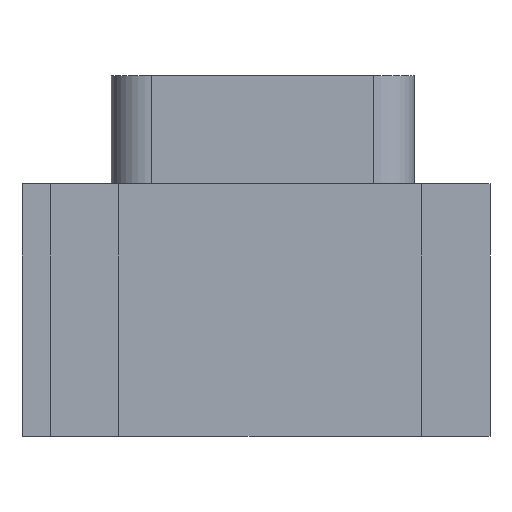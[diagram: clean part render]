
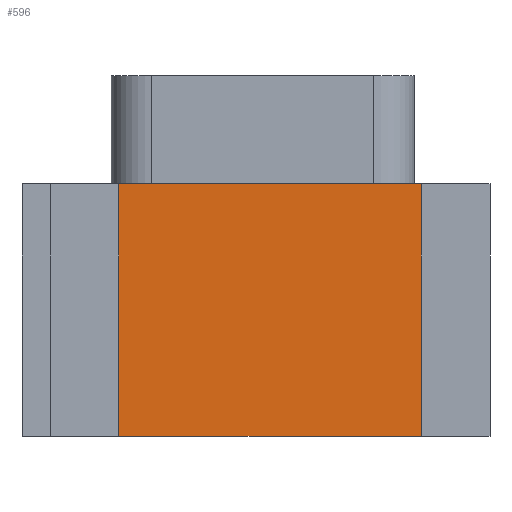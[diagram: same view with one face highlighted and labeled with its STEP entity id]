
A CAD part, front view. The second image highlights one B-rep face of the part: STEP entity #596.
In plain terms, the highlighted planar face has unit normal (0, -1, 0).
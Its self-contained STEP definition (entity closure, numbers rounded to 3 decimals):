
#518=CARTESIAN_POINT('Vertex',(13.4,-12.25,0.)) ;
#521=CARTESIAN_POINT('Line Origine',(13.4,-12.25,17.5)) ;
#525=CARTESIAN_POINT('Vertex',(13.4,-12.25,35.)) ;
#566=CARTESIAN_POINT('Axis2P3D Location',(13.4,-12.25,0.)) ;
#571=CARTESIAN_POINT('Line Origine',(34.4,-12.25,0.)) ;
#575=CARTESIAN_POINT('Vertex',(55.4,-12.25,0.)) ;
#578=CARTESIAN_POINT('Line Origine',(55.4,-12.25,17.5)) ;
#582=CARTESIAN_POINT('Vertex',(55.4,-12.25,35.)) ;
#585=CARTESIAN_POINT('Line Origine',(34.4,-12.25,35.)) ;
#522=DIRECTION('Vector Direction',(0.,0.,1.)) ;
#567=DIRECTION('Axis2P3D Direction',(0.,-1.,0.)) ;
#568=DIRECTION('Axis2P3D XDirection',(1.,0.,0.)) ;
#572=DIRECTION('Vector Direction',(1.,0.,0.)) ;
#579=DIRECTION('Vector Direction',(0.,0.,1.)) ;
#586=DIRECTION('Vector Direction',(1.,0.,0.)) ;
#569=AXIS2_PLACEMENT_3D('Plane Axis2P3D',#566,#567,#568) ;
#591=ORIENTED_EDGE('',*,*,#527,.F.) ;
#592=ORIENTED_EDGE('',*,*,#577,.T.) ;
#593=ORIENTED_EDGE('',*,*,#584,.T.) ;
#594=ORIENTED_EDGE('',*,*,#589,.F.) ;
#523=VECTOR('Line Direction',#522,1.) ;
#573=VECTOR('Line Direction',#572,1.) ;
#580=VECTOR('Line Direction',#579,1.) ;
#587=VECTOR('Line Direction',#586,1.) ;
#596=ADVANCED_FACE('',(#595),#570,.T.) ;
#527=EDGE_CURVE('',#519,#526,#524,.T.) ;
#577=EDGE_CURVE('',#519,#576,#574,.T.) ;
#584=EDGE_CURVE('',#576,#583,#581,.T.) ;
#589=EDGE_CURVE('',#526,#583,#588,.T.) ;
#590=EDGE_LOOP('',(#591,#592,#593,#594)) ;
#595=FACE_OUTER_BOUND('',#590,.T.) ;
#524=LINE('Line',#521,#523) ;
#574=LINE('Line',#571,#573) ;
#581=LINE('Line',#578,#580) ;
#588=LINE('Line',#585,#587) ;
#570=PLANE('Plane',#569) ;
#519=VERTEX_POINT('',#518) ;
#526=VERTEX_POINT('',#525) ;
#576=VERTEX_POINT('',#575) ;
#583=VERTEX_POINT('',#582) ;
